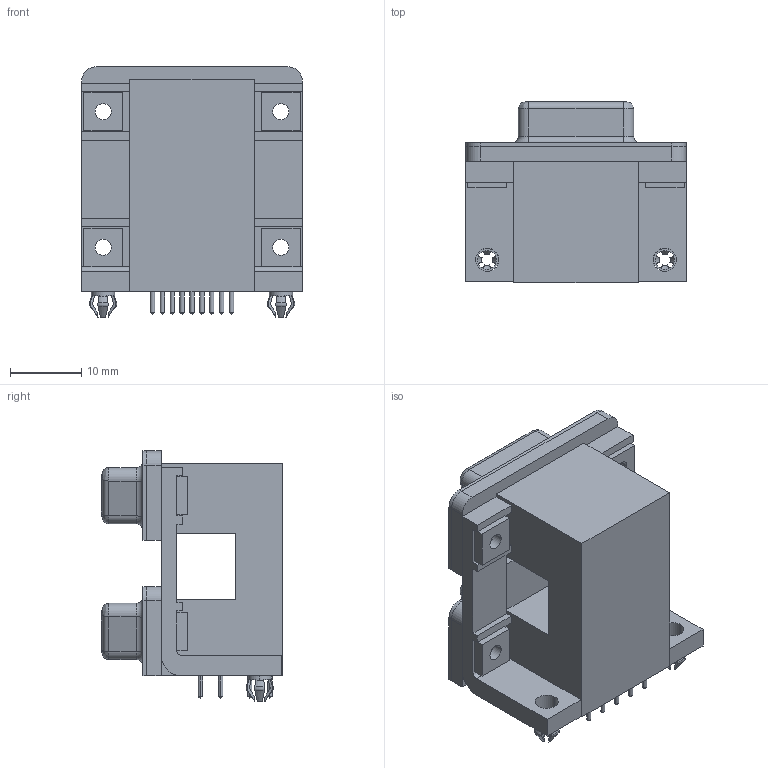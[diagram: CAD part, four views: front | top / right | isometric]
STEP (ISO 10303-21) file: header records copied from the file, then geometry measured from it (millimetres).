
FILE_DESCRIPTION((''),'2;1');
FILE_NAME('TYCO_1734285-3.stp','2010-05-20T12:18:52',(''),(''),'Mechanical Desktop 2010','Mechanical Desktop 2010',', , ');
FILE_SCHEMA(('AUTOMOTIVE_DESIGN { 1 2 10303 214 1 1 1 1 }'));
Length unit declared in the file: millimetre
Products named in the file (1): Product
Bounding box: 30.95 x 25.5 x 35.15 mm (x, y, z)
Volume: 12251.4 mm3; surface area: 9761 mm2
Topology: 34 solids, 34 shells, 568 faces, 1399 edges, 891 vertices
Faces by surface type: cylinder 220, plane 202, cone 68, torus 40, bspline 38
Entity records: 17523 total; most frequent: CARTESIAN_POINT 4025, DIRECTION 2802, ORIENTED_EDGE 2726, EDGE_CURVE 1363, AXIS2_PLACEMENT_3D 1068, VERTEX_POINT 891, EDGE_LOOP 668, VECTOR 666
